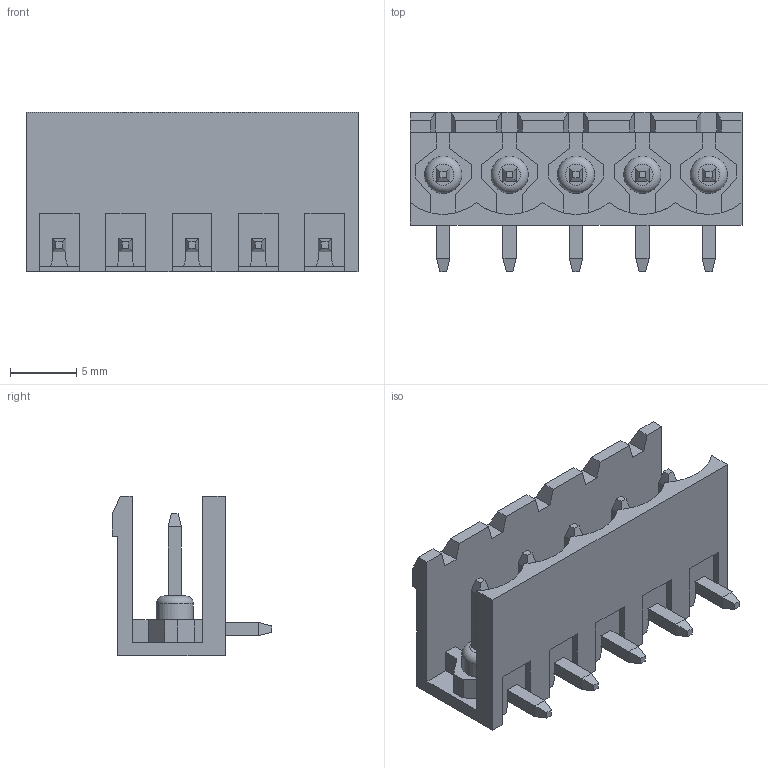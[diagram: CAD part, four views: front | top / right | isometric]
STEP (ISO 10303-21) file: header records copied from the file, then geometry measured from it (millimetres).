
FILE_DESCRIPTION( ( 'Unknown' ), '1' );
FILE_NAME( '691312710005.stp', 'Unknown', ( 'Quentin LAIDEBEUR' ), ( 'WE' ), 'PSStep 15.0.49', 'Sample-box', ' ' );
FILE_SCHEMA( ( 'AUTOMOTIVE_DESIGN { 1 0 10303 214 1 1 1 1 }' ) );
Length unit declared in the file: millimetre
Products named in the file (3): Assem1; 691311700105; 6913137100xx_PIN
Assembly tree (6 placements, depth 2):
  Assem1
    691311700105
    6913137100xx_PIN  x5
Bounding box: 25 x 12 x 12 mm (x, y, z)
Volume: 928 mm3; surface area: 2277.1 mm2
Topology: 6 solids, 6 shells, 267 faces, 715 edges, 460 vertices
Faces by surface type: plane 247, cylinder 15, torus 5
Full cylindrical faces by diameter (mm): 2.8 x5
Entity records: 7957 total; most frequent: CARTESIAN_POINT 1125, ORIENTED_EDGE 1104, DIRECTION 1001, EDGE_CURVE 552, LINE 515, VECTOR 515, VERTEX_POINT 367, AXIS2_PLACEMENT_3D 243
